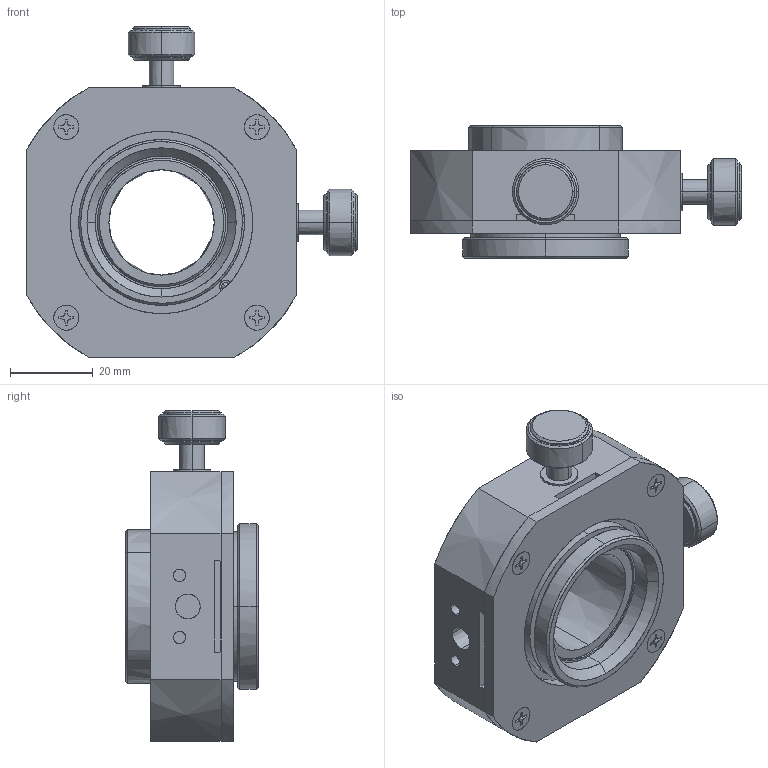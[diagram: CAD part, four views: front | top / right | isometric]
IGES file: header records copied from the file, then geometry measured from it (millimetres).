
Start section: SolidWorks IGES file using analytic representation for surfaces
Global section: file name: Web Model 87210_87210.igs; native system: SolidWorks 2018; preprocessor: SolidWorks 2018; author: JPoff; date: 210504.124921; units: millimetre
Bounding box: 79.69 x 32 x 79.69 mm (x, y, z)
Surface area: 41597.1 mm2 (no closed solid volume)
Topology: 0 solids, 0 shells, 713 faces, 6861 edges, 6853 vertices
Faces by surface type: bspline 713
